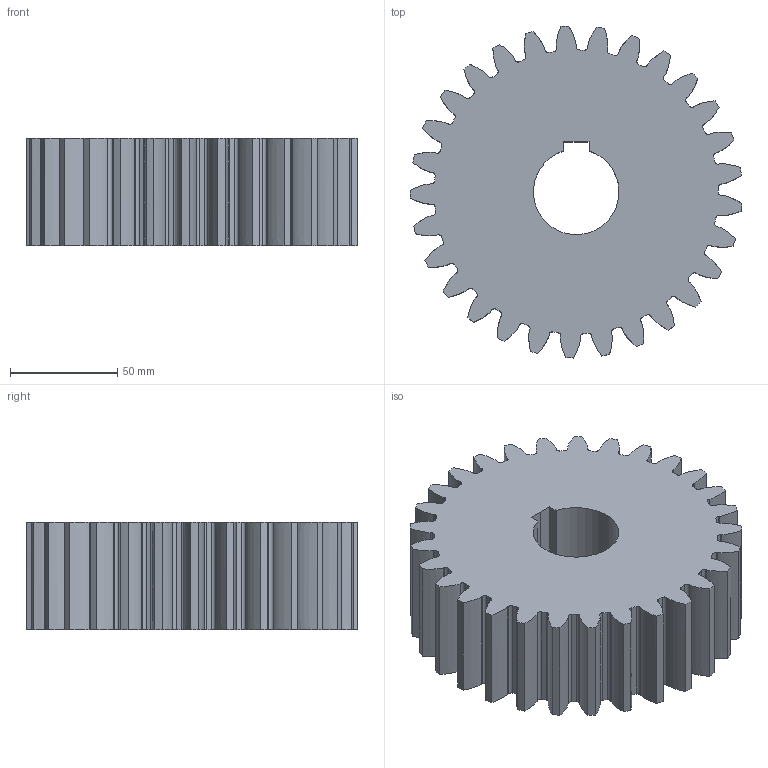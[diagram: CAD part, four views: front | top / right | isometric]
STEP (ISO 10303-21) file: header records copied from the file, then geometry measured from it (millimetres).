
FILE_DESCRIPTION(('CATIA V5 STEP Exchange'),'2;1');
FILE_NAME('Input_gear.stp','2020-06-22T19:13:25+00:00',('none'),('none'),'CATIA Version 5 Release 21 GA (IN-10)','CATIA V5 STEP AP203','none');
FILE_SCHEMA(('CONFIG_CONTROL_DESIGN'));
Length unit declared in the file: millimetre
Products named in the file (1): Parametric Gear
Bounding box: 154.81 x 154.91 x 50 mm (x, y, z)
Volume: 750247.6 mm3; surface area: 82247.8 mm2
Topology: 1 solids, 1 shells, 239 faces, 711 edges, 474 vertices
Faces by surface type: cylinder 117, plane 64, extrusion 58
Entity records: 13474 total; most frequent: CARTESIAN_POINT 7460, ORIENTED_EDGE 1422, DIRECTION 905, EDGE_CURVE 711, VERTEX_POINT 474, VECTOR 419, AXIS2_PLACEMENT_3D 361, LINE 361
